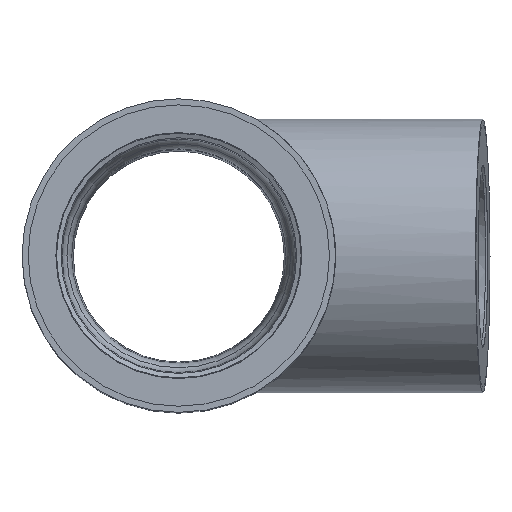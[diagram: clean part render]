
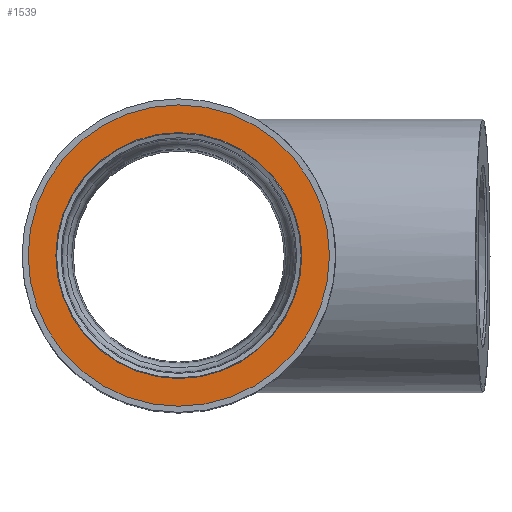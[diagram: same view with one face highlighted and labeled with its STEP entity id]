
A CAD part, top view. The second image highlights one B-rep face of the part: STEP entity #1539.
In plain terms, the highlighted planar face has unit normal (0, 0, 1).
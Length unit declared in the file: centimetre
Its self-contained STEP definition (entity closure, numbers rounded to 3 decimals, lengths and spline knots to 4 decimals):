
#80=PLANE('',#1691);
#102=FACE_BOUND('',#411,.T.);
#166=CIRCLE('',#1692,49.);
#167=CIRCLE('',#1693,40.);
#305=FACE_OUTER_BOUND('',#410,.T.);
#410=EDGE_LOOP('',(#1146));
#411=EDGE_LOOP('',(#1147));
#668=VERTEX_POINT('',#3448);
#669=VERTEX_POINT('',#3450);
#843=EDGE_CURVE('',#668,#668,#166,.T.);
#844=EDGE_CURVE('',#669,#669,#167,.T.);
#1146=ORIENTED_EDGE('',*,*,#843,.T.);
#1147=ORIENTED_EDGE('',*,*,#844,.F.);
#1539=ADVANCED_FACE('',(#305,#102),#80,.T.);
#1691=AXIS2_PLACEMENT_3D('',#3447,#2027,#2028);
#1692=AXIS2_PLACEMENT_3D('',#3449,#2029,#2030);
#1693=AXIS2_PLACEMENT_3D('',#3451,#2031,#2032);
#2027=DIRECTION('center_axis',(0.,0.,
1.));
#2028=DIRECTION('ref_axis',(0.,1.,0.));
#2029=DIRECTION('center_axis',(0.,0.,
1.));
#2030=DIRECTION('ref_axis',(-1.,0.,0.));
#2031=DIRECTION('center_axis',(0.,0.,
1.));
#2032=DIRECTION('ref_axis',(-1.,0.,0.));
#3447=CARTESIAN_POINT('Origin',(717.1676,353.8254,107.4984));
#3448=CARTESIAN_POINT('',(628.1676,353.8254,107.4984));
#3449=CARTESIAN_POINT('Origin',(677.1676,353.8254,107.4984));
#3450=CARTESIAN_POINT('',(637.1676,353.8254,107.4984));
#3451=CARTESIAN_POINT('Origin',(677.1676,353.8254,107.4984));
